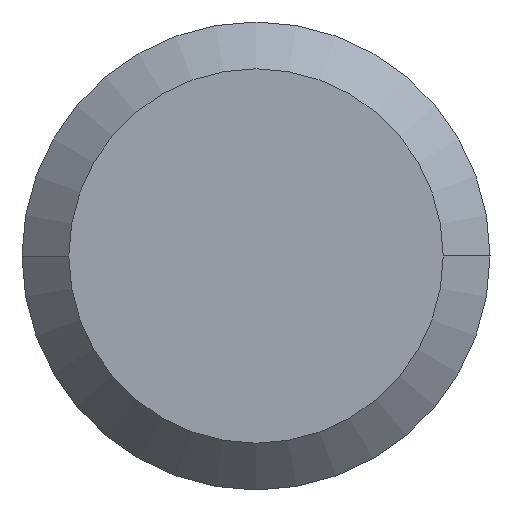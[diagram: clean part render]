
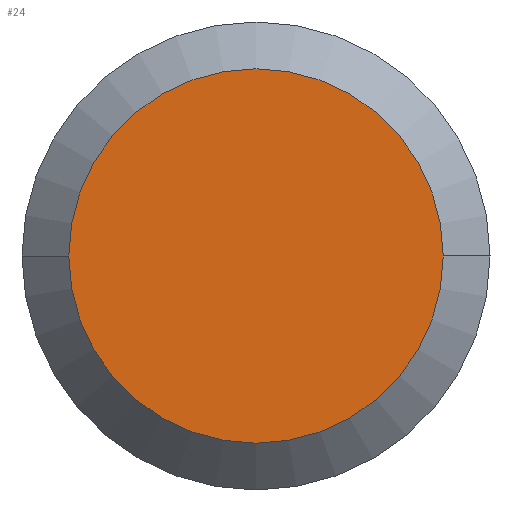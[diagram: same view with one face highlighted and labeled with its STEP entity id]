
A CAD part, left-side view. The second image highlights one B-rep face of the part: STEP entity #24.
In plain terms, the highlighted planar face has unit normal (-1, 0, 0).
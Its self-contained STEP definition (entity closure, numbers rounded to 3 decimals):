
#3 = DIRECTION ( 'NONE',  ( 1., 0., 0. ) ) ;
#12 = DIRECTION ( 'NONE',  ( 0., 1., 0. ) ) ;
#24 = ADVANCED_FACE ( 'NONE', ( #406 ), #326, .T. ) ;
#29 = AXIS2_PLACEMENT_3D ( 'NONE', #232, #268, #328 ) ;
#113 = DIRECTION ( 'NONE',  ( -1., 0., 0. ) ) ;
#118 = ORIENTED_EDGE ( 'NONE', *, *, #412, .F. ) ;
#133 = VERTEX_POINT ( 'NONE', #300 ) ;
#136 = EDGE_CURVE ( 'NONE', #133, #221, #189, .T. ) ;
#138 = CARTESIAN_POINT ( 'NONE',  ( 0., 0., 0. ) ) ;
#148 = CIRCLE ( 'NONE', #362, 1.6 ) ;
#177 = CARTESIAN_POINT ( 'NONE',  ( 0., 0., 0. ) ) ;
#189 = CIRCLE ( 'NONE', #29, 1.6 ) ;
#220 = AXIS2_PLACEMENT_3D ( 'NONE', #138, #113, #289 ) ;
#221 = VERTEX_POINT ( 'NONE', #310 ) ;
#232 = CARTESIAN_POINT ( 'NONE',  ( 0., 0., 0. ) ) ;
#234 = EDGE_LOOP ( 'NONE', ( #401, #118 ) ) ;
#268 = DIRECTION ( 'NONE',  ( 1., 0., 0. ) ) ;
#289 = DIRECTION ( 'NONE',  ( 0., -1., 0. ) ) ;
#300 = CARTESIAN_POINT ( 'NONE',  ( 0., 1.6, 0. ) ) ;
#310 = CARTESIAN_POINT ( 'NONE',  ( 0., -1.6, 0. ) ) ;
#326 = PLANE ( 'NONE',  #220 ) ;
#328 = DIRECTION ( 'NONE',  ( 0., 1., 0. ) ) ;
#362 = AXIS2_PLACEMENT_3D ( 'NONE', #177, #3, #12 ) ;
#401 = ORIENTED_EDGE ( 'NONE', *, *, #136, .F. ) ;
#406 = FACE_OUTER_BOUND ( 'NONE', #234, .T. ) ;
#412 = EDGE_CURVE ( 'NONE', #221, #133, #148, .T. ) ;
